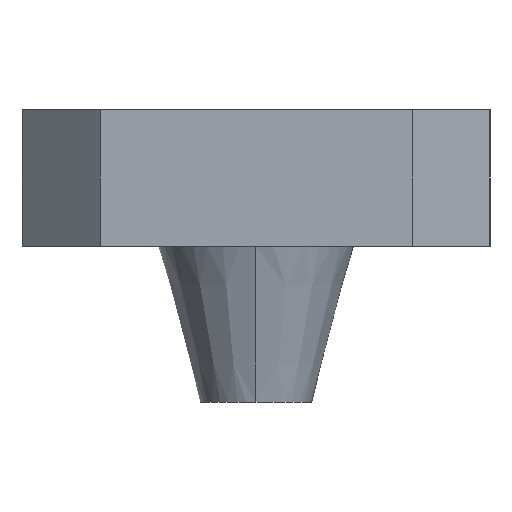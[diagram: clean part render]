
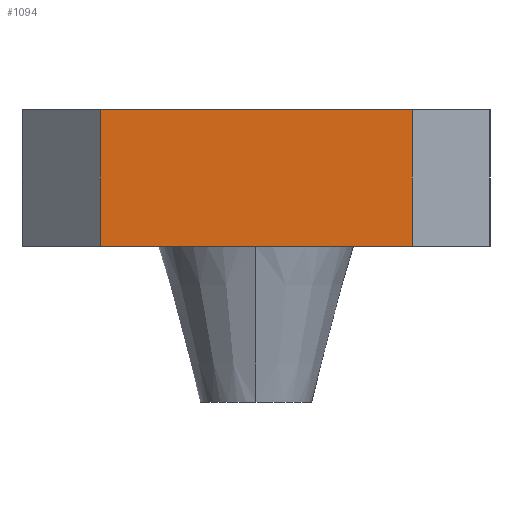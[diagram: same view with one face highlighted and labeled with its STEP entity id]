
A CAD part, left-side view. The second image highlights one B-rep face of the part: STEP entity #1094.
In plain terms, the highlighted planar face has unit normal (-1, 0, 0).
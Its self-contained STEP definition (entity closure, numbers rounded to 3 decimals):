
#3 = CARTESIAN_POINT ( 'NONE',  ( -12.5, 8., -5. ) ) ;
#22 = ORIENTED_EDGE ( 'NONE', *, *, #109, .F. ) ;
#35 = VERTEX_POINT ( 'NONE', #774 ) ;
#94 = LINE ( 'NONE', #1100, #1037 ) ;
#109 = EDGE_CURVE ( 'NONE', #1144, #209, #410, .T. ) ;
#163 = CARTESIAN_POINT ( 'NONE',  ( -12.5, -8., -5. ) ) ;
#209 = VERTEX_POINT ( 'NONE', #163 ) ;
#312 = CARTESIAN_POINT ( 'NONE',  ( -12.5, 8., -5. ) ) ;
#369 = ORIENTED_EDGE ( 'NONE', *, *, #1080, .T. ) ;
#410 = LINE ( 'NONE', #539, #469 ) ;
#469 = VECTOR ( 'NONE', #642, 1000. ) ;
#491 = LINE ( 'NONE', #312, #507 ) ;
#507 = VECTOR ( 'NONE', #916, 1000. ) ;
#533 = EDGE_CURVE ( 'NONE', #35, #735, #94, .T. ) ;
#539 = CARTESIAN_POINT ( 'NONE',  ( -12.5, -8., 2. ) ) ;
#563 = LINE ( 'NONE', #1138, #1173 ) ;
#617 = PLANE ( 'NONE',  #936 ) ;
#642 = DIRECTION ( 'NONE',  ( 0., 0., -1. ) ) ;
#724 = ORIENTED_EDGE ( 'NONE', *, *, #533, .T. ) ;
#725 = DIRECTION ( 'NONE',  ( 0., 0., -1. ) ) ;
#731 = CARTESIAN_POINT ( 'NONE',  ( -12.5, -8., 2. ) ) ;
#735 = VERTEX_POINT ( 'NONE', #3 ) ;
#739 = DIRECTION ( 'NONE',  ( 0., 0., -1. ) ) ;
#774 = CARTESIAN_POINT ( 'NONE',  ( -12.5, 8., 2. ) ) ;
#776 = EDGE_CURVE ( 'NONE', #35, #1144, #563, .T. ) ;
#877 = DIRECTION ( 'NONE',  ( 0., -1., 0. ) ) ;
#916 = DIRECTION ( 'NONE',  ( 0., -1., 0. ) ) ;
#936 = AXIS2_PLACEMENT_3D ( 'NONE', #986, #1316, #725 ) ;
#986 = CARTESIAN_POINT ( 'NONE',  ( -12.5, 8., 2. ) ) ;
#1037 = VECTOR ( 'NONE', #739, 1000. ) ;
#1080 = EDGE_CURVE ( 'NONE', #735, #209, #491, .T. ) ;
#1094 = ADVANCED_FACE ( 'NONE', ( #1216 ), #617, .F. ) ;
#1100 = CARTESIAN_POINT ( 'NONE',  ( -12.5, 8., 2. ) ) ;
#1138 = CARTESIAN_POINT ( 'NONE',  ( -12.5, 8., 2. ) ) ;
#1144 = VERTEX_POINT ( 'NONE', #731 ) ;
#1173 = VECTOR ( 'NONE', #877, 1000. ) ;
#1178 = ORIENTED_EDGE ( 'NONE', *, *, #776, .F. ) ;
#1216 = FACE_OUTER_BOUND ( 'NONE', #1299, .T. ) ;
#1299 = EDGE_LOOP ( 'NONE', ( #724, #369, #22, #1178 ) ) ;
#1316 = DIRECTION ( 'NONE',  ( 1., 0., 0. ) ) ;
